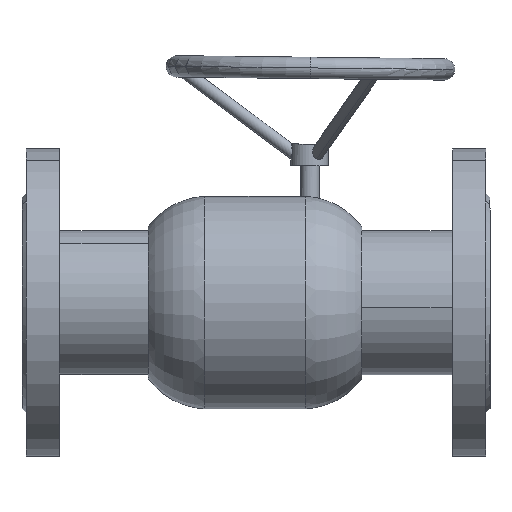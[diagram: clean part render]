
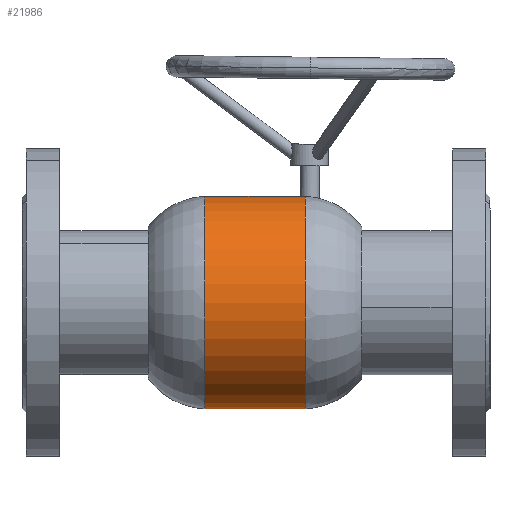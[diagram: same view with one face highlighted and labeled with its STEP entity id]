
A CAD part, front view. The second image highlights one B-rep face of the part: STEP entity #21986.
In plain terms, the highlighted cylindrical face has radius 79.5 mm (diameter 159 mm), a partial arc.
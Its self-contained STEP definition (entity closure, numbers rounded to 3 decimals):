
#264 = DIRECTION ( 'NONE',  ( -1., 0., 0. ) ) ;
#2046 = ORIENTED_EDGE ( 'NONE', *, *, #5126, .T. ) ;
#2418 = CARTESIAN_POINT ( 'NONE',  ( -37.5, 0., 0. ) ) ;
#2554 = LINE ( 'NONE', #16804, #16481 ) ;
#2656 = DIRECTION ( 'NONE',  ( -1., 0., 0. ) ) ;
#3244 = VERTEX_POINT ( 'NONE', #21057 ) ;
#4033 = DIRECTION ( 'NONE',  ( 0., 0., 1. ) ) ;
#5126 = EDGE_CURVE ( 'NONE', #14040, #5389, #14748, .T. ) ;
#5389 = VERTEX_POINT ( 'NONE', #16354 ) ;
#5657 = CIRCLE ( 'NONE', #8785, 79.5 ) ;
#6028 = EDGE_CURVE ( 'NONE', #3244, #21385, #5657, .T. ) ;
#6811 = CARTESIAN_POINT ( 'NONE',  ( 0., 0., 79.5 ) ) ;
#7024 = AXIS2_PLACEMENT_3D ( 'NONE', #16850, #11198, #4033 ) ;
#8785 = AXIS2_PLACEMENT_3D ( 'NONE', #2418, #2656, #10047 ) ;
#9364 = DIRECTION ( 'NONE',  ( 0., 0., 1. ) ) ;
#10047 = DIRECTION ( 'NONE',  ( 0., 0., 1. ) ) ;
#10582 = LINE ( 'NONE', #6811, #22142 ) ;
#11198 = DIRECTION ( 'NONE',  ( -1., 0., 0. ) ) ;
#14040 = VERTEX_POINT ( 'NONE', #23251 ) ;
#14748 = CIRCLE ( 'NONE', #7024, 79.5 ) ;
#14779 = ORIENTED_EDGE ( 'NONE', *, *, #18054, .T. ) ;
#15420 = ORIENTED_EDGE ( 'NONE', *, *, #22512, .F. ) ;
#15591 = ORIENTED_EDGE ( 'NONE', *, *, #6028, .F. ) ;
#16354 = CARTESIAN_POINT ( 'NONE',  ( 37.5, 0., 79.5 ) ) ;
#16481 = VECTOR ( 'NONE', #264, 1000. ) ;
#16489 = CYLINDRICAL_SURFACE ( 'NONE', #18987, 79.5 ) ;
#16722 = CARTESIAN_POINT ( 'NONE',  ( 0., 0., 0. ) ) ;
#16804 = CARTESIAN_POINT ( 'NONE',  ( 0., 0., -79.5 ) ) ;
#16850 = CARTESIAN_POINT ( 'NONE',  ( 37.5, 0., 0. ) ) ;
#18054 = EDGE_CURVE ( 'NONE', #5389, #21385, #10582, .T. ) ;
#18987 = AXIS2_PLACEMENT_3D ( 'NONE', #16722, #23690, #9364 ) ;
#20950 = EDGE_LOOP ( 'NONE', ( #15420, #2046, #14779, #15591 ) ) ;
#21057 = CARTESIAN_POINT ( 'NONE',  ( -37.5, 0., -79.5 ) ) ;
#21385 = VERTEX_POINT ( 'NONE', #21624 ) ;
#21624 = CARTESIAN_POINT ( 'NONE',  ( -37.5, 0., 79.5 ) ) ;
#21986 = ADVANCED_FACE ( 'NONE', ( #22229 ), #16489, .T. ) ;
#22142 = VECTOR ( 'NONE', #23547, 1000. ) ;
#22229 = FACE_OUTER_BOUND ( 'NONE', #20950, .T. ) ;
#22512 = EDGE_CURVE ( 'NONE', #14040, #3244, #2554, .T. ) ;
#23251 = CARTESIAN_POINT ( 'NONE',  ( 37.5, 0., -79.5 ) ) ;
#23547 = DIRECTION ( 'NONE',  ( -1., 0., 0. ) ) ;
#23690 = DIRECTION ( 'NONE',  ( -1., 0., 0. ) ) ;
